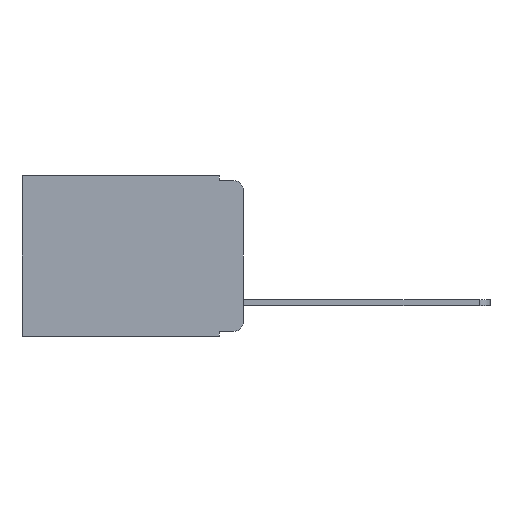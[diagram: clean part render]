
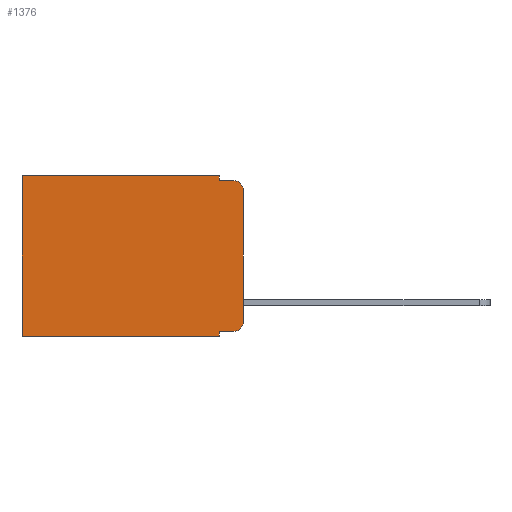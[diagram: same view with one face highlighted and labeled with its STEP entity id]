
A CAD part, left-side view. The second image highlights one B-rep face of the part: STEP entity #1376.
In plain terms, the highlighted planar face has unit normal (-1, 0, 0).
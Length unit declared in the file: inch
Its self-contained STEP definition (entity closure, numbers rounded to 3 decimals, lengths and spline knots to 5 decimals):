
#963 = AXIS2_PLACEMENT_3D ( 'NONE', #8613, #18235, #10039 ) ;
#1376 = ADVANCED_FACE ( 'NONE', ( #1532 ), #16416, .F. ) ;
#1532 = FACE_OUTER_BOUND ( 'NONE', #12297, .T. ) ;
#1622 = DIRECTION ( 'NONE',  ( 0., 0., -1. ) ) ;
#1758 = LINE ( 'NONE', #9102, #13336 ) ;
#1818 = CARTESIAN_POINT ( 'NONE',  ( 0.298, 0.02, -0.01 ) ) ;
#1971 = ORIENTED_EDGE ( 'NONE', *, *, #6177, .T. ) ;
#2130 = ORIENTED_EDGE ( 'NONE', *, *, #17454, .T. ) ;
#2335 = VECTOR ( 'NONE', #12247, 39.37008 ) ;
#3143 = VERTEX_POINT ( 'NONE', #4022 ) ;
#3268 = VERTEX_POINT ( 'NONE', #1818 ) ;
#3274 = VECTOR ( 'NONE', #5509, 39.37008 ) ;
#3817 = CARTESIAN_POINT ( 'NONE',  ( 0.298, 0.473, 0. ) ) ;
#3863 = CIRCLE ( 'NONE', #5258, 0.02 ) ;
#3883 = EDGE_CURVE ( 'NONE', #10172, #16773, #3863, .T. ) ;
#4022 = CARTESIAN_POINT ( 'NONE',  ( 0.298, 0.051, -0.333 ) ) ;
#4248 = EDGE_CURVE ( 'NONE', #9993, #14323, #13261, .T. ) ;
#4414 = DIRECTION ( 'NONE',  ( 0., 0., -1. ) ) ;
#5243 = VECTOR ( 'NONE', #4414, 39.37008 ) ;
#5258 = AXIS2_PLACEMENT_3D ( 'NONE', #14673, #11523, #7989 ) ;
#5354 = CARTESIAN_POINT ( 'NONE',  ( 0.298, 0.051, -0.343 ) ) ;
#5509 = DIRECTION ( 'NONE',  ( 0., 0., -1. ) ) ;
#5826 = VERTEX_POINT ( 'NONE', #14965 ) ;
#6177 = EDGE_CURVE ( 'NONE', #6743, #17272, #11254, .T. ) ;
#6739 = LINE ( 'NONE', #9422, #2335 ) ;
#6744 = ORIENTED_EDGE ( 'NONE', *, *, #7832, .T. ) ;
#6743 = VERTEX_POINT ( 'NONE', #13916 ) ;
#7060 = CARTESIAN_POINT ( 'NONE',  ( 0.298, 0., -0.343 ) ) ;
#7832 = EDGE_CURVE ( 'NONE', #3143, #10172, #6739, .T. ) ;
#7929 = VECTOR ( 'NONE', #16972, 39.37008 ) ;
#7989 = DIRECTION ( 'NONE',  ( 0., 0., -1. ) ) ;
#8163 = ORIENTED_EDGE ( 'NONE', *, *, #4248, .F. ) ;
#8613 = CARTESIAN_POINT ( 'NONE',  ( 0.298, 0.02, -0.03 ) ) ;
#8684 = DIRECTION ( 'NONE',  ( 0., 1., 0. ) ) ;
#8701 = CARTESIAN_POINT ( 'NONE',  ( 0.298, 0., 0. ) ) ;
#8755 = ORIENTED_EDGE ( 'NONE', *, *, #8788, .F. ) ;
#8788 = EDGE_CURVE ( 'NONE', #3143, #9993, #10967, .T. ) ;
#9102 = CARTESIAN_POINT ( 'NONE',  ( 0.298, 0.051, -0.01 ) ) ;
#9138 = LINE ( 'NONE', #15893, #12442 ) ;
#9422 = CARTESIAN_POINT ( 'NONE',  ( 0.298, 0.051, -0.333 ) ) ;
#9548 = AXIS2_PLACEMENT_3D ( 'NONE', #15101, #14295, #14053 ) ;
#9570 = VECTOR ( 'NONE', #8684, 39.37008 ) ;
#9993 = VERTEX_POINT ( 'NONE', #5354 ) ;
#10039 = DIRECTION ( 'NONE',  ( 0., 0., -1. ) ) ;
#10081 = CARTESIAN_POINT ( 'NONE',  ( 0.298, 0.02, -0.333 ) ) ;
#10172 = VERTEX_POINT ( 'NONE', #10081 ) ;
#10769 = LINE ( 'NONE', #14284, #14416 ) ;
#10967 = LINE ( 'NONE', #18123, #3274 ) ;
#11254 = LINE ( 'NONE', #8701, #7929 ) ;
#11523 = DIRECTION ( 'NONE',  ( -1., 0., 0. ) ) ;
#11614 = CARTESIAN_POINT ( 'NONE',  ( 0.298, 0.051, 0. ) ) ;
#11719 = EDGE_CURVE ( 'NONE', #5826, #16773, #10769, .T. ) ;
#12247 = DIRECTION ( 'NONE',  ( 0., -1., 0. ) ) ;
#12297 = EDGE_LOOP ( 'NONE', ( #14755, #2130, #17728, #16335, #1971, #13813, #8163, #8755, #6744, #13506 ) ) ;
#12442 = VECTOR ( 'NONE', #1622, 39.37008 ) ;
#12560 = EDGE_CURVE ( 'NONE', #14684, #3268, #1758, .T. ) ;
#12804 = CARTESIAN_POINT ( 'NONE',  ( 0.298, 0., -0.313 ) ) ;
#13261 = LINE ( 'NONE', #7060, #9570 ) ;
#13336 = VECTOR ( 'NONE', #17340, 39.37008 ) ;
#13341 = CIRCLE ( 'NONE', #963, 0.02 ) ;
#13506 = ORIENTED_EDGE ( 'NONE', *, *, #3883, .T. ) ;
#13813 = ORIENTED_EDGE ( 'NONE', *, *, #14716, .T. ) ;
#13916 = CARTESIAN_POINT ( 'NONE',  ( 0.298, 0.051, 0. ) ) ;
#14053 = DIRECTION ( 'NONE',  ( 0., 0., -1. ) ) ;
#14284 = CARTESIAN_POINT ( 'NONE',  ( 0.298, 0., 0. ) ) ;
#14295 = DIRECTION ( 'NONE',  ( 1., 0., 0. ) ) ;
#14323 = VERTEX_POINT ( 'NONE', #15090 ) ;
#14416 = VECTOR ( 'NONE', #15640, 39.37008 ) ;
#14673 = CARTESIAN_POINT ( 'NONE',  ( 0.298, 0.02, -0.313 ) ) ;
#14684 = VERTEX_POINT ( 'NONE', #15831 ) ;
#14716 = EDGE_CURVE ( 'NONE', #17272, #14323, #9138, .T. ) ;
#14755 = ORIENTED_EDGE ( 'NONE', *, *, #11719, .F. ) ;
#14965 = CARTESIAN_POINT ( 'NONE',  ( 0.298, 0., -0.03 ) ) ;
#15090 = CARTESIAN_POINT ( 'NONE',  ( 0.298, 0.473, -0.343 ) ) ;
#15101 = CARTESIAN_POINT ( 'NONE',  ( 0.298, 0., 0. ) ) ;
#15640 = DIRECTION ( 'NONE',  ( 0., 0., -1. ) ) ;
#15831 = CARTESIAN_POINT ( 'NONE',  ( 0.298, 0.051, -0.01 ) ) ;
#15893 = CARTESIAN_POINT ( 'NONE',  ( 0.298, 0.473, 0. ) ) ;
#16335 = ORIENTED_EDGE ( 'NONE', *, *, #18351, .F. ) ;
#16416 = PLANE ( 'NONE',  #9548 ) ;
#16480 = LINE ( 'NONE', #11614, #5243 ) ;
#16773 = VERTEX_POINT ( 'NONE', #12804 ) ;
#16972 = DIRECTION ( 'NONE',  ( 0., 1., 0. ) ) ;
#17272 = VERTEX_POINT ( 'NONE', #3817 ) ;
#17340 = DIRECTION ( 'NONE',  ( 0., -1., 0. ) ) ;
#17454 = EDGE_CURVE ( 'NONE', #5826, #3268, #13341, .T. ) ;
#17728 = ORIENTED_EDGE ( 'NONE', *, *, #12560, .F. ) ;
#18123 = CARTESIAN_POINT ( 'NONE',  ( 0.298, 0.051, 0. ) ) ;
#18235 = DIRECTION ( 'NONE',  ( -1., 0., 0. ) ) ;
#18351 = EDGE_CURVE ( 'NONE', #6743, #14684, #16480, .T. ) ;
